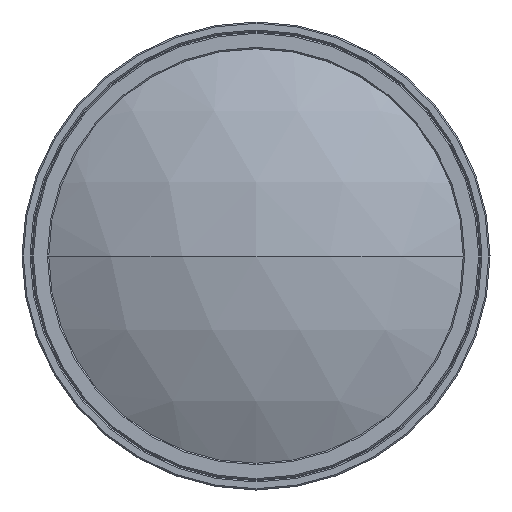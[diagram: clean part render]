
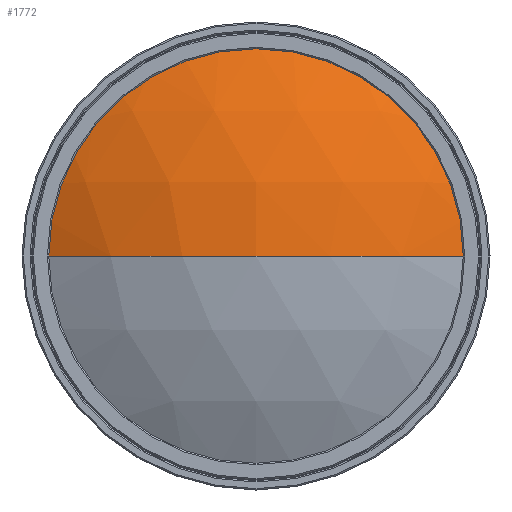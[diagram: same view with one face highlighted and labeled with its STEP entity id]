
A CAD part, left-side view. The second image highlights one B-rep face of the part: STEP entity #1772.
In plain terms, the highlighted spherical face has radius 64.444 mm.
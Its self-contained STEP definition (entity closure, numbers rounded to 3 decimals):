
#1618 = EDGE_CURVE('',#1619,#1621,#1623,.T.);
#1619 = VERTEX_POINT('',#1620);
#1620 = CARTESIAN_POINT('',(669.634,-471.728,0.));
#1621 = VERTEX_POINT('',#1622);
#1622 = CARTESIAN_POINT('',(669.634,-503.528,31.8));
#1623 = CIRCLE('',#1624,31.8);
#1624 = AXIS2_PLACEMENT_3D('',#1625,#1626,#1627);
#1625 = CARTESIAN_POINT('',(669.634,-503.528,0.));
#1626 = DIRECTION('',(1.,-0.,0.));
#1627 = DIRECTION('',(0.,0.,-1.));
#1772 = ADVANCED_FACE('',(#1773),#1801,.T.);
#1773 = FACE_BOUND('',#1774,.T.);
#1774 = EDGE_LOOP('',(#1775,#1784,#1793,#1800));
#1775 = ORIENTED_EDGE('',*,*,#1776,.F.);
#1776 = EDGE_CURVE('',#1777,#1619,#1779,.T.);
#1777 = VERTEX_POINT('',#1778);
#1778 = CARTESIAN_POINT('',(661.242,-503.528,0.));
#1779 = CIRCLE('',#1780,64.444);
#1780 = AXIS2_PLACEMENT_3D('',#1781,#1782,#1783);
#1781 = CARTESIAN_POINT('',(725.686,-503.528,0.));
#1782 = DIRECTION('',(0.,0.,-1.));
#1783 = DIRECTION('',(-1.,0.,0.));
#1784 = ORIENTED_EDGE('',*,*,#1785,.T.);
#1785 = EDGE_CURVE('',#1777,#1786,#1788,.T.);
#1786 = VERTEX_POINT('',#1787);
#1787 = CARTESIAN_POINT('',(669.634,-535.328,
    0.));
#1788 = CIRCLE('',#1789,64.444);
#1789 = AXIS2_PLACEMENT_3D('',#1790,#1791,#1792);
#1790 = CARTESIAN_POINT('',(725.686,-503.528,0.));
#1791 = DIRECTION('',(0.,0.,1.));
#1792 = DIRECTION('',(0.,-1.,0.));
#1793 = ORIENTED_EDGE('',*,*,#1794,.F.);
#1794 = EDGE_CURVE('',#1621,#1786,#1795,.T.);
#1795 = CIRCLE('',#1796,31.8);
#1796 = AXIS2_PLACEMENT_3D('',#1797,#1798,#1799);
#1797 = CARTESIAN_POINT('',(669.634,-503.528,0.));
#1798 = DIRECTION('',(1.,-0.,0.));
#1799 = DIRECTION('',(0.,0.,-1.));
#1800 = ORIENTED_EDGE('',*,*,#1618,.F.);
#1801 = SPHERICAL_SURFACE('',#1802,64.444);
#1802 = AXIS2_PLACEMENT_3D('',#1803,#1804,#1805);
#1803 = CARTESIAN_POINT('',(725.686,-503.528,0.));
#1804 = DIRECTION('',(0.,-0.,1.));
#1805 = DIRECTION('',(0.,1.,0.));
